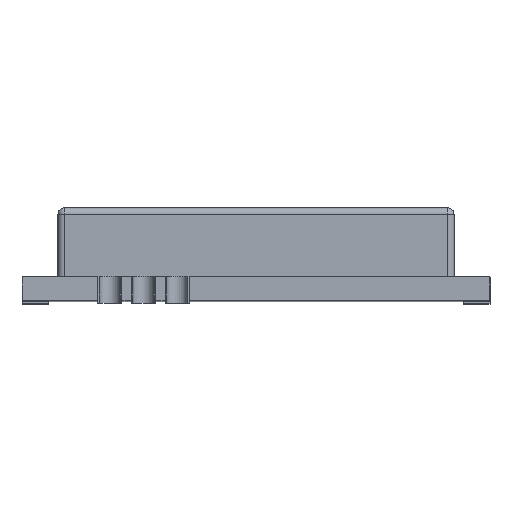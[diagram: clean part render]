
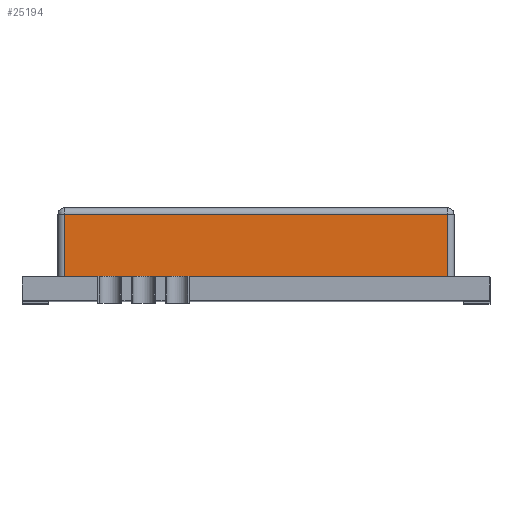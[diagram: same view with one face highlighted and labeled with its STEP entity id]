
A CAD part, top view. The second image highlights one B-rep face of the part: STEP entity #25194.
In plain terms, the highlighted planar face has unit normal (0, 0, 1).
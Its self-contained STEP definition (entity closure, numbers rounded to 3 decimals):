
#3100=PLANE('',#25749);
#3298=LINE('',#29095,#5203);
#3301=LINE('',#29109,#5206);
#3313=LINE('',#29147,#5218);
#4601=LINE('',#46860,#6506);
#5203=VECTOR('',#26024,10.);
#5206=VECTOR('',#26039,10.);
#5218=VECTOR('',#26083,10.);
#6506=VECTOR('',#27961,10.);
#8318=FACE_OUTER_BOUND('',#9868,.T.);
#9868=EDGE_LOOP('',(#22511,#22512,#22513,#22514));
#10148=VERTEX_POINT('',#29088);
#10150=VERTEX_POINT('',#29093);
#10151=VERTEX_POINT('',#29098);
#10154=VERTEX_POINT('',#29105);
#12632=EDGE_CURVE('',#10150,#10148,#3298,.T.);
#12639=EDGE_CURVE('',#10151,#10154,#3301,.T.);
#12659=EDGE_CURVE('',#10148,#10151,#3313,.T.);
#15713=EDGE_CURVE('',#10154,#10150,#4601,.T.);
#22511=ORIENTED_EDGE('',*,*,#12632,.F.);
#22512=ORIENTED_EDGE('',*,*,#15713,.F.);
#22513=ORIENTED_EDGE('',*,*,#12639,.F.);
#22514=ORIENTED_EDGE('',*,*,#12659,.F.);
#25194=ADVANCED_FACE('',(#8318),#3100,.T.);
#25749=AXIS2_PLACEMENT_3D('',#46859,#27959,#27960);
#26024=DIRECTION('',(0.,1.,0.));
#26039=DIRECTION('',(0.,-1.,0.));
#26083=DIRECTION('',(1.,0.,0.));
#27959=DIRECTION('center_axis',(0.,0.,1.));
#27960=DIRECTION('ref_axis',(1.,0.,0.));
#27961=DIRECTION('',(-1.,0.,0.));
#29088=CARTESIAN_POINT('',(-7.2,3.25,11.25));
#29093=CARTESIAN_POINT('',(-7.2,0.9,11.25));
#29095=CARTESIAN_POINT('',(-7.2,0.,11.25));
#29098=CARTESIAN_POINT('',(7.2,3.25,11.25));
#29105=CARTESIAN_POINT('',(7.2,0.9,11.25));
#29109=CARTESIAN_POINT('',(7.2,0.,11.25));
#29147=CARTESIAN_POINT('',(-3.725,3.25,11.25));
#46859=CARTESIAN_POINT('Origin',(-7.45,0.,11.25));
#46860=CARTESIAN_POINT('',(-3.725,0.9,11.25));
